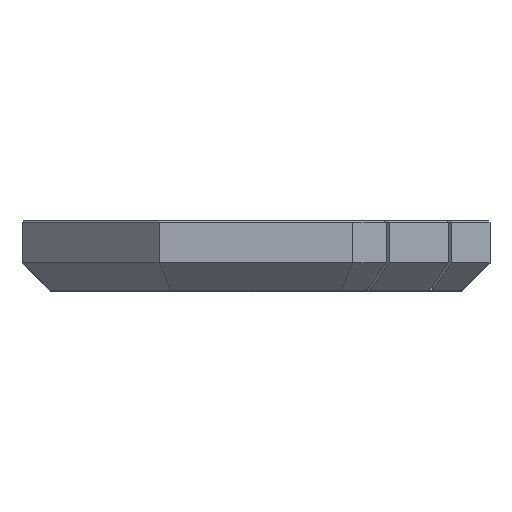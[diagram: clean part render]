
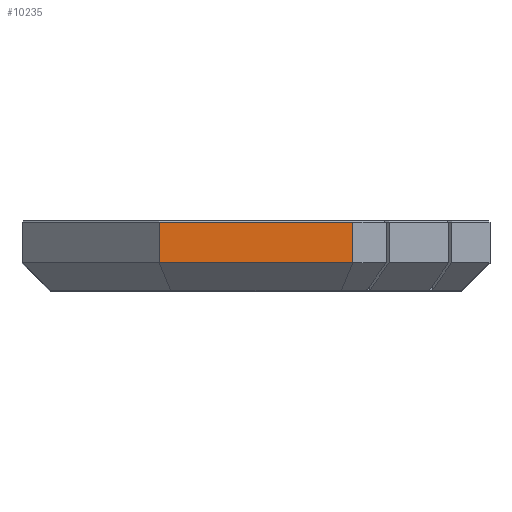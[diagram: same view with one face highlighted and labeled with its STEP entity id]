
A CAD part, top view. The second image highlights one B-rep face of the part: STEP entity #10235.
In plain terms, the highlighted planar face has unit normal (0, 0, 1).
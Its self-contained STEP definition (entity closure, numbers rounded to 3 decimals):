
#3363 = PLANE('',#3364);
#3364 = AXIS2_PLACEMENT_3D('',#3365,#3366,#3367);
#3365 = CARTESIAN_POINT('',(-13.122,-13.,33.38));
#3366 = DIRECTION('',(0.,-0.707,0.707));
#3367 = DIRECTION('',(0.,-0.707,-0.707));
#5597 = PLANE('',#5598);
#5598 = AXIS2_PLACEMENT_3D('',#5599,#5600,#5601);
#5599 = CARTESIAN_POINT('',(17.839,-7.,33.13));
#5600 = DIRECTION('',(0.,0.707,0.707)
  );
#5601 = DIRECTION('',(0.,-0.707,0.707));
#6059 = PLANE('',#6060);
#6060 = AXIS2_PLACEMENT_3D('',#6061,#6062,#6063);
#6061 = CARTESIAN_POINT('',(-32.882,-17.,14.324));
#6062 = DIRECTION('',(-0.707,0.,0.707));
#6063 = DIRECTION('',(0.707,0.,0.707));
#10145 = PLANE('',#10146);
#10146 = AXIS2_PLACEMENT_3D('',#10147,#10148,#10149);
#10147 = CARTESIAN_POINT('',(14.324,-17.,32.882));
#10148 = DIRECTION('',(0.707,0.,0.707));
#10149 = DIRECTION('',(0.707,0.,-0.707));
#10165 = VERTEX_POINT('',#10166);
#10166 = CARTESIAN_POINT('',(13.826,-7.25,33.38));
#10187 = EDGE_CURVE('',#10188,#10165,#10190,.T.);
#10188 = VERTEX_POINT('',#10189);
#10189 = CARTESIAN_POINT('',(13.826,-13.,33.38));
#10190 = SURFACE_CURVE('',#10191,(#10195,#10202),.PCURVE_S1.);
#10191 = LINE('',#10192,#10193);
#10192 = CARTESIAN_POINT('',(13.826,-17.,33.38));
#10193 = VECTOR('',#10194,1.);
#10194 = DIRECTION('',(0.,1.,0.));
#10195 = PCURVE('',#10145,#10196);
#10196 = DEFINITIONAL_REPRESENTATION('',(#10197),#10201);
#10197 = LINE('',#10198,#10199);
#10198 = CARTESIAN_POINT('',(-0.704,0.));
#10199 = VECTOR('',#10200,1.);
#10200 = DIRECTION('',(0.,1.));
#10201 = ( GEOMETRIC_REPRESENTATION_CONTEXT(2) 
PARAMETRIC_REPRESENTATION_CONTEXT() REPRESENTATION_CONTEXT('2D SPACE',''
  ) );
#10202 = PCURVE('',#10203,#10208);
#10203 = PLANE('',#10204);
#10204 = AXIS2_PLACEMENT_3D('',#10205,#10206,#10207);
#10205 = CARTESIAN_POINT('',(-13.122,-17.,33.38));
#10206 = DIRECTION('',(0.,0.,1.));
#10207 = DIRECTION('',(1.,0.,0.));
#10208 = DEFINITIONAL_REPRESENTATION('',(#10209),#10213);
#10209 = LINE('',#10210,#10211);
#10210 = CARTESIAN_POINT('',(26.949,0.));
#10211 = VECTOR('',#10212,1.);
#10212 = DIRECTION('',(0.,1.));
#10213 = ( GEOMETRIC_REPRESENTATION_CONTEXT(2) 
PARAMETRIC_REPRESENTATION_CONTEXT() REPRESENTATION_CONTEXT('2D SPACE',''
  ) );
#10235 = ADVANCED_FACE('',(#10236),#10203,.T.);
#10236 = FACE_BOUND('',#10237,.T.);
#10237 = EDGE_LOOP('',(#10238,#10239,#10262,#10285));
#10238 = ORIENTED_EDGE('',*,*,#10187,.T.);
#10239 = ORIENTED_EDGE('',*,*,#10240,.T.);
#10240 = EDGE_CURVE('',#10165,#10241,#10243,.T.);
#10241 = VERTEX_POINT('',#10242);
#10242 = CARTESIAN_POINT('',(-13.826,-7.25,33.38));
#10243 = SURFACE_CURVE('',#10244,(#10248,#10255),.PCURVE_S1.);
#10244 = LINE('',#10245,#10246);
#10245 = CARTESIAN_POINT('',(-13.826,-7.25,33.38));
#10246 = VECTOR('',#10247,1.);
#10247 = DIRECTION('',(-1.,0.,0.));
#10248 = PCURVE('',#10203,#10249);
#10249 = DEFINITIONAL_REPRESENTATION('',(#10250),#10254);
#10250 = LINE('',#10251,#10252);
#10251 = CARTESIAN_POINT('',(-0.704,9.75));
#10252 = VECTOR('',#10253,1.);
#10253 = DIRECTION('',(-1.,0.));
#10254 = ( GEOMETRIC_REPRESENTATION_CONTEXT(2) 
PARAMETRIC_REPRESENTATION_CONTEXT() REPRESENTATION_CONTEXT('2D SPACE',''
  ) );
#10255 = PCURVE('',#5597,#10256);
#10256 = DEFINITIONAL_REPRESENTATION('',(#10257),#10261);
#10257 = LINE('',#10258,#10259);
#10258 = CARTESIAN_POINT('',(0.354,-31.665));
#10259 = VECTOR('',#10260,1.);
#10260 = DIRECTION('',(0.,-1.));
#10261 = ( GEOMETRIC_REPRESENTATION_CONTEXT(2) 
PARAMETRIC_REPRESENTATION_CONTEXT() REPRESENTATION_CONTEXT('2D SPACE',''
  ) );
#10262 = ORIENTED_EDGE('',*,*,#10263,.F.);
#10263 = EDGE_CURVE('',#10264,#10241,#10266,.T.);
#10264 = VERTEX_POINT('',#10265);
#10265 = CARTESIAN_POINT('',(-13.826,-13.,33.38));
#10266 = SURFACE_CURVE('',#10267,(#10271,#10278),.PCURVE_S1.);
#10267 = LINE('',#10268,#10269);
#10268 = CARTESIAN_POINT('',(-13.826,-17.,33.38));
#10269 = VECTOR('',#10270,1.);
#10270 = DIRECTION('',(0.,1.,0.));
#10271 = PCURVE('',#10203,#10272);
#10272 = DEFINITIONAL_REPRESENTATION('',(#10273),#10277);
#10273 = LINE('',#10274,#10275);
#10274 = CARTESIAN_POINT('',(-0.704,0.));
#10275 = VECTOR('',#10276,1.);
#10276 = DIRECTION('',(0.,1.));
#10277 = ( GEOMETRIC_REPRESENTATION_CONTEXT(2) 
PARAMETRIC_REPRESENTATION_CONTEXT() REPRESENTATION_CONTEXT('2D SPACE',''
  ) );
#10278 = PCURVE('',#6059,#10279);
#10279 = DEFINITIONAL_REPRESENTATION('',(#10280),#10284);
#10280 = LINE('',#10281,#10282);
#10281 = CARTESIAN_POINT('',(26.949,0.));
#10282 = VECTOR('',#10283,1.);
#10283 = DIRECTION('',(0.,1.));
#10284 = ( GEOMETRIC_REPRESENTATION_CONTEXT(2) 
PARAMETRIC_REPRESENTATION_CONTEXT() REPRESENTATION_CONTEXT('2D SPACE',''
  ) );
#10285 = ORIENTED_EDGE('',*,*,#10286,.T.);
#10286 = EDGE_CURVE('',#10264,#10188,#10287,.T.);
#10287 = SURFACE_CURVE('',#10288,(#10292,#10299),.PCURVE_S1.);
#10288 = LINE('',#10289,#10290);
#10289 = CARTESIAN_POINT('',(13.826,-13.,33.38));
#10290 = VECTOR('',#10291,1.);
#10291 = DIRECTION('',(1.,0.,0.));
#10292 = PCURVE('',#10203,#10293);
#10293 = DEFINITIONAL_REPRESENTATION('',(#10294),#10298);
#10294 = LINE('',#10295,#10296);
#10295 = CARTESIAN_POINT('',(26.949,4.));
#10296 = VECTOR('',#10297,1.);
#10297 = DIRECTION('',(1.,0.));
#10298 = ( GEOMETRIC_REPRESENTATION_CONTEXT(2) 
PARAMETRIC_REPRESENTATION_CONTEXT() REPRESENTATION_CONTEXT('2D SPACE',''
  ) );
#10299 = PCURVE('',#3363,#10300);
#10300 = DEFINITIONAL_REPRESENTATION('',(#10301),#10305);
#10301 = LINE('',#10302,#10303);
#10302 = CARTESIAN_POINT('',(0.,26.949));
#10303 = VECTOR('',#10304,1.);
#10304 = DIRECTION('',(0.,1.));
#10305 = ( GEOMETRIC_REPRESENTATION_CONTEXT(2) 
PARAMETRIC_REPRESENTATION_CONTEXT() REPRESENTATION_CONTEXT('2D SPACE',''
  ) );
